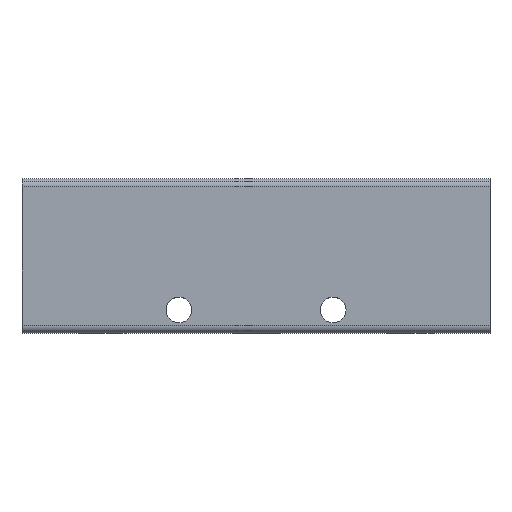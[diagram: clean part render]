
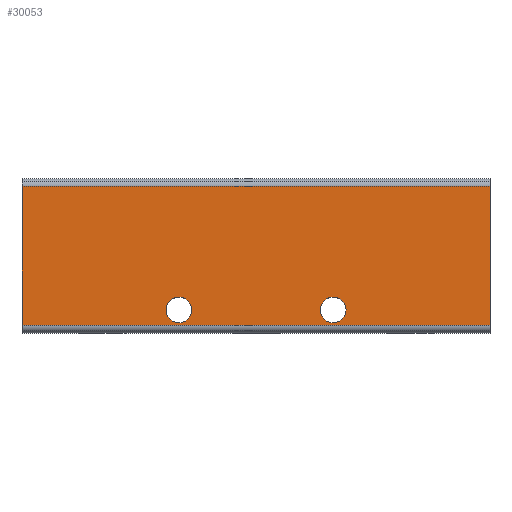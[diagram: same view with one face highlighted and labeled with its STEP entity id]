
A CAD part, top view. The second image highlights one B-rep face of the part: STEP entity #30053.
In plain terms, the highlighted planar face has unit normal (0, 0, 1).
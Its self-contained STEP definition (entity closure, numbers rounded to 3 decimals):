
#143=CARTESIAN_POINT('',(32.5,-10.5,10.0));
#144=VERTEX_POINT('',#143);
#160=CARTESIAN_POINT('',(27.5,-10.5,10.0));
#161=VERTEX_POINT('',#160);
#168=CARTESIAN_POINT('',(30.,-10.5,10.0));
#169=DIRECTION('',(0.0,0.0,-1.0));
#170=DIRECTION('',(1.0,0.0,0.0));
#171=AXIS2_PLACEMENT_3D('',#168,#169,#170);
#172=CIRCLE('',#171,2.5);
#173=EDGE_CURVE('',#144,#161,#172,.T.);
#185=CARTESIAN_POINT('',(2.5,-10.5,10.0));
#186=VERTEX_POINT('',#185);
#202=CARTESIAN_POINT('',(-2.5,-10.5,10.0));
#203=VERTEX_POINT('',#202);
#210=CARTESIAN_POINT('',(0.,-10.5,10.0));
#211=DIRECTION('',(0.0,0.0,-1.0));
#212=DIRECTION('',(1.0,0.0,0.0));
#213=AXIS2_PLACEMENT_3D('',#210,#211,#212);
#214=CIRCLE('',#213,2.5);
#215=EDGE_CURVE('',#186,#203,#214,.T.);
#451=CARTESIAN_POINT('',(60.5,-13.5,10.0));
#452=VERTEX_POINT('',#451);
#460=CARTESIAN_POINT('',(-30.5,-13.5,10.0));
#461=VERTEX_POINT('',#460);
#462=CARTESIAN_POINT('',(60.5,-13.5,10.0));
#463=DIRECTION('',(-1.0,0.0,0.0));
#464=VECTOR('',#463,91.);
#465=LINE('',#462,#464);
#466=EDGE_CURVE('',#452,#461,#465,.T.);
#577=CARTESIAN_POINT('',(-30.5,13.5,10.0));
#578=VERTEX_POINT('',#577);
#586=CARTESIAN_POINT('',(60.5,13.5,10.0));
#587=VERTEX_POINT('',#586);
#588=CARTESIAN_POINT('',(-30.5,13.5,10.0));
#589=DIRECTION('',(1.0,0.0,0.0));
#590=VECTOR('',#589,91.);
#591=LINE('',#588,#590);
#592=EDGE_CURVE('',#578,#587,#591,.T.);
#29812=CARTESIAN_POINT('',(60.5,13.5,10.0));
#29813=DIRECTION('',(0.0,-1.0,0.0));
#29814=VECTOR('',#29813,27.0);
#29815=LINE('',#29812,#29814);
#29816=EDGE_CURVE('',#587,#452,#29815,.T.);
#30017=CARTESIAN_POINT('',(0.,0.,10.0));
#30018=DIRECTION('',(0.0,0.0,1.0));
#30019=DIRECTION('',(1.0,0.0,0.0));
#30020=AXIS2_PLACEMENT_3D('',#30017,#30018,#30019);
#30021=PLANE('',#30020);
#30022=ORIENTED_EDGE('',*,*,#592,.F.);
#30023=CARTESIAN_POINT('',(-30.5,-13.5,10.0));
#30024=DIRECTION('',(0.0,1.0,0.0));
#30025=VECTOR('',#30024,27.0);
#30026=LINE('',#30023,#30025);
#30027=EDGE_CURVE('',#461,#578,#30026,.T.);
#30028=ORIENTED_EDGE('',*,*,#30027,.F.);
#30029=ORIENTED_EDGE('',*,*,#466,.F.);
#30030=ORIENTED_EDGE('',*,*,#29816,.F.);
#30031=EDGE_LOOP('',(#30022,#30028,#30029,#30030));
#30032=FACE_OUTER_BOUND('',#30031,.T.);
#30033=ORIENTED_EDGE('',*,*,#173,.T.);
#30034=CARTESIAN_POINT('',(30.,-10.5,10.0));
#30035=DIRECTION('',(0.0,0.0,-1.0));
#30036=DIRECTION('',(1.0,0.0,0.0));
#30037=AXIS2_PLACEMENT_3D('',#30034,#30035,#30036);
#30038=CIRCLE('',#30037,2.5);
#30039=EDGE_CURVE('',#161,#144,#30038,.T.);
#30040=ORIENTED_EDGE('',*,*,#30039,.T.);
#30041=EDGE_LOOP('',(#30033,#30040));
#30042=FACE_BOUND('',#30041,.T.);
#30043=ORIENTED_EDGE('',*,*,#215,.T.);
#30044=CARTESIAN_POINT('',(0.,-10.5,10.0));
#30045=DIRECTION('',(0.0,0.0,-1.0));
#30046=DIRECTION('',(1.0,0.0,0.0));
#30047=AXIS2_PLACEMENT_3D('',#30044,#30045,#30046);
#30048=CIRCLE('',#30047,2.5);
#30049=EDGE_CURVE('',#203,#186,#30048,.T.);
#30050=ORIENTED_EDGE('',*,*,#30049,.T.);
#30051=EDGE_LOOP('',(#30043,#30050));
#30052=FACE_BOUND('',#30051,.T.);
#30053=ADVANCED_FACE('',(#30032,#30042,#30052),#30021,.T.);
